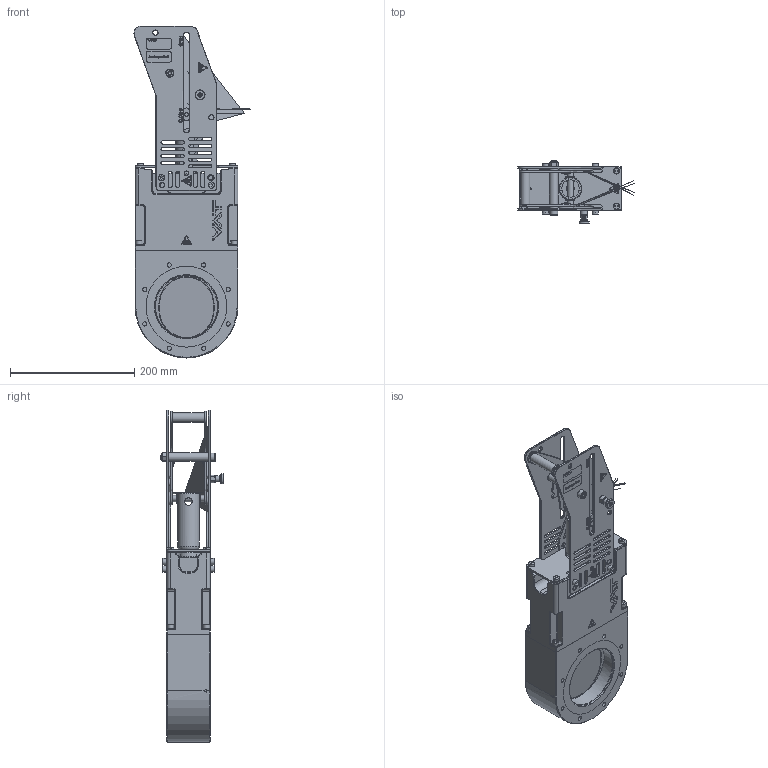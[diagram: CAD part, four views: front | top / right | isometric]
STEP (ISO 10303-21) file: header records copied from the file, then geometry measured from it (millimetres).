
FILE_DESCRIPTION(('HOOPS Exchange Step'),'2;1');
FILE_NAME('09240-PI06-0001_Katalog_Modell.x_t.stp','2023-01-27T16:01:31+01:00',('MAEM'),('Unknown organisation'),'HOOPS Exchange 2018.2','HOOPS Exchange','Unknown authorisation');
FILE_SCHEMA( ('AP203_CONFIGURATION_CONTROLLED_3D_DESIGN_OF_MECHANICAL_PARTS_AND_ASSEMBLIES_MIM_LF') );
Length unit declared in the file: millimetre
Products named in the file (22): 0; 09240-PI06-0001_Katalog_Modell
Assembly tree (66 placements, depth 2):
  09240-PI06-0001_Katalog_Modell
    0  x2
    0  x2
    0  x4
    0  x2
    0  x2
    0  x2
    0  x2
    0  x2
    0  x2
    0  x4
    0  x4
    0  x4
    0  x2
    0  x4
    0  x4
    0  x4
    0  x4
    0  x4
    0  x4
    0  x4
    0  x4
Bounding box: 186.8 x 101.2 x 533.7 mm (x, y, z)
Volume: 1986142 mm3; surface area: 527296.5 mm2
Topology: 94 solids, 101 shells, 3056 faces, 7855 edges, 5189 vertices
Faces by surface type: plane 1411, cylinder 816, cone 457, bspline 155, torus 130, extrusion 72, sphere 15
Full cylindrical faces by diameter (mm): 2.5 x2, 2.55 x1, 3 x2, 3.125 x2, 3.2 x2, 4.2 x1, 4.96 x8, 4.98 x1, 5 x20, 5.03 x1, 5.137 x2, 5.2 x2, 5.3 x2, 5.95 x2, 5.976 x2, 6 x21, 6.026 x2, 6.124 x1, 6.4 x8, 6.5 x12, 6.6 x5, 6.66 x2, 6.7 x2, 6.8 x17, 6.974 x1, 7 x4, 7.03 x1, 7.5 x2, 7.6 x2, 7.7 x2
Entity records: 114719 total; most frequent: CARTESIAN_POINT 49301, ORIENTED_EDGE 13676, DIRECTION 13055, EDGE_CURVE 6838, AXIS2_PLACEMENT_3D 4774, VERTEX_POINT 4495, VECTOR 3507, LINE 3464
